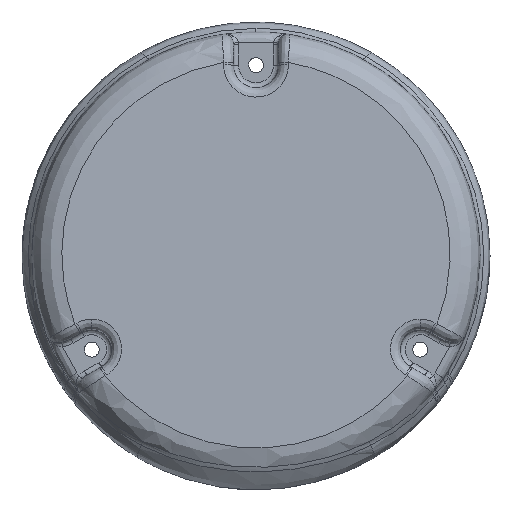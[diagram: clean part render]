
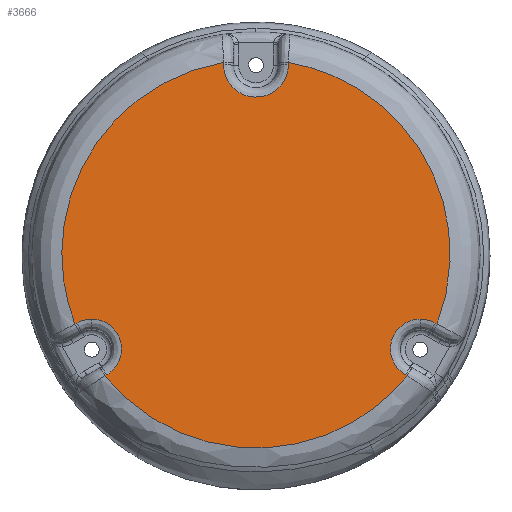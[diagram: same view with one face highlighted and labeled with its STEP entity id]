
A CAD part, top view. The second image highlights one B-rep face of the part: STEP entity #3666.
In plain terms, the highlighted free-form (B-spline) face has degree [1, 1] with [2, 2] control points.
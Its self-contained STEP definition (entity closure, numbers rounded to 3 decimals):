
#234 = EDGE_CURVE('',#235,#237,#239,.T.);
#235 = VERTEX_POINT('',#236);
#236 = CARTESIAN_POINT('',(-26.454,-10.193,
    36.048));
#237 = VERTEX_POINT('',#238);
#238 = CARTESIAN_POINT('',(-24.069,-19.18,
    36.614));
#239 = ( BOUNDED_CURVE() B_SPLINE_CURVE(3,(#240,#241,#242,#243),
.UNSPECIFIED.,.F.,.F.) B_SPLINE_CURVE_WITH_KNOTS((4,4),(0.,
2.623),.PIECEWISE_BEZIER_KNOTS.) CURVE() 
GEOMETRIC_REPRESENTATION_ITEM() RATIONAL_B_SPLINE_CURVE((1.,
0.504,0.504,1.)) REPRESENTATION_ITEM('') );
#240 = CARTESIAN_POINT('',(-26.454,-10.193,
    36.048));
#241 = CARTESIAN_POINT('',(-20.309,-10.193,
    36.048));
#242 = CARTESIAN_POINT('',(-18.732,-16.133,
    36.422));
#243 = CARTESIAN_POINT('',(-24.069,-19.18,
    36.614));
#326 = EDGE_CURVE('',#327,#329,#331,.T.);
#327 = VERTEX_POINT('',#328);
#328 = CARTESIAN_POINT('',(26.454,-10.193,
    36.048));
#329 = VERTEX_POINT('',#330);
#330 = CARTESIAN_POINT('',(28.839,-10.826,
    36.088));
#331 = ( BOUNDED_CURVE() B_SPLINE_CURVE(3,(#332,#333,#334,#335),
.UNSPECIFIED.,.F.,.F.) B_SPLINE_CURVE_WITH_KNOTS((4,4),(0.,
0.519),.PIECEWISE_BEZIER_KNOTS.) CURVE() 
GEOMETRIC_REPRESENTATION_ITEM() RATIONAL_B_SPLINE_CURVE((1.,
0.978,0.978,1.)) REPRESENTATION_ITEM('') );
#332 = CARTESIAN_POINT('',(26.454,-10.193,
    36.048));
#333 = CARTESIAN_POINT('',(27.295,-10.193,
    36.048));
#334 = CARTESIAN_POINT('',(28.108,-10.409,
    36.062));
#335 = CARTESIAN_POINT('',(28.839,-10.826,
    36.088));
#1710 = VERTEX_POINT('',#1711);
#1711 = CARTESIAN_POINT('',(-24.331,-19.33,
    36.623));
#1792 = VERTEX_POINT('',#1793);
#1793 = CARTESIAN_POINT('',(24.331,-19.33,
    36.623));
#1816 = EDGE_CURVE('',#1710,#1792,#1817,.T.);
#1817 = ( BOUNDED_CURVE() B_SPLINE_CURVE(3,(#1818,#1819,#1820,#1821),
.UNSPECIFIED.,.F.,.F.) B_SPLINE_CURVE_WITH_KNOTS((4,4),(2.25,
4.033),.PIECEWISE_BEZIER_KNOTS.) CURVE() 
GEOMETRIC_REPRESENTATION_ITEM() RATIONAL_B_SPLINE_CURVE((1.,
0.752,0.752,1.)) REPRESENTATION_ITEM('') );
#1818 = CARTESIAN_POINT('',(-24.331,-19.33,
    36.623));
#1819 = CARTESIAN_POINT('',(-10.786,-36.118,
    37.68));
#1820 = CARTESIAN_POINT('',(10.786,-36.118,
    37.68));
#1821 = CARTESIAN_POINT('',(24.331,-19.33,
    36.623));
#1912 = VERTEX_POINT('',#1913);
#1913 = CARTESIAN_POINT('',(5.211,31.128,
    33.449));
#1938 = EDGE_CURVE('',#1939,#1912,#1941,.T.);
#1939 = VERTEX_POINT('',#1940);
#1940 = CARTESIAN_POINT('',(29.148,-11.003,
    36.099));
#1941 = ( BOUNDED_CURVE() B_SPLINE_CURVE(3,(#1942,#1943,#1944,#1945),
.UNSPECIFIED.,.F.,.F.) B_SPLINE_CURVE_WITH_KNOTS((4,4),(4.342,
6.116),.PIECEWISE_BEZIER_KNOTS.) CURVE() 
GEOMETRIC_REPRESENTATION_ITEM() RATIONAL_B_SPLINE_CURVE((1.,
0.755,0.755,1.)) REPRESENTATION_ITEM('') );
#1942 = CARTESIAN_POINT('',(29.148,-11.003,
    36.099));
#1943 = CARTESIAN_POINT('',(36.888,8.952,
    34.844));
#1944 = CARTESIAN_POINT('',(26.314,27.561,
    33.673));
#1945 = CARTESIAN_POINT('',(5.211,31.128,
    33.449));
#3666 = ADVANCED_FACE('',(#3667),#3743,.T.);
#3667 = FACE_BOUND('',#3668,.T.);
#3668 = EDGE_LOOP('',(#3669,#3678,#3679,#3684,#3685,#3692,#3701,#3708,
    #3717,#3724,#3731,#3732,#3737,#3738));
#3669 = ORIENTED_EDGE('',*,*,#3670,.T.);
#3670 = EDGE_CURVE('',#3671,#327,#3673,.T.);
#3671 = VERTEX_POINT('',#3672);
#3672 = CARTESIAN_POINT('',(24.069,-19.18,
    36.614));
#3673 = ( BOUNDED_CURVE() B_SPLINE_CURVE(3,(#3674,#3675,#3676,#3677),
.UNSPECIFIED.,.F.,.F.) B_SPLINE_CURVE_WITH_KNOTS((4,4),(3.66,
6.283),.PIECEWISE_BEZIER_KNOTS.) CURVE() 
GEOMETRIC_REPRESENTATION_ITEM() RATIONAL_B_SPLINE_CURVE((1.,
0.504,0.504,1.)) REPRESENTATION_ITEM('') );
#3674 = CARTESIAN_POINT('',(24.069,-19.18,
    36.614));
#3675 = CARTESIAN_POINT('',(18.732,-16.133,
    36.422));
#3676 = CARTESIAN_POINT('',(20.309,-10.193,
    36.048));
#3677 = CARTESIAN_POINT('',(26.454,-10.193,
    36.048));
#3678 = ORIENTED_EDGE('',*,*,#326,.T.);
#3679 = ORIENTED_EDGE('',*,*,#3680,.T.);
#3680 = EDGE_CURVE('',#329,#1939,#3681,.T.);
#3681 = B_SPLINE_CURVE_WITH_KNOTS('',1,(#3682,#3683),.UNSPECIFIED.,.F.,
  .F.,(2,2),(-0.706,-0.261),.PIECEWISE_BEZIER_KNOTS.);
#3682 = CARTESIAN_POINT('',(28.839,-10.826,
    36.088));
#3683 = CARTESIAN_POINT('',(29.148,-11.003,
    36.099));
#3684 = ORIENTED_EDGE('',*,*,#1938,.T.);
#3685 = ORIENTED_EDGE('',*,*,#3686,.T.);
#3686 = EDGE_CURVE('',#1912,#3687,#3689,.T.);
#3687 = VERTEX_POINT('',#3688);
#3688 = CARTESIAN_POINT('',(5.211,30.763,
    33.472));
#3689 = B_SPLINE_CURVE_WITH_KNOTS('',1,(#3690,#3691),.UNSPECIFIED.,.F.,
  .F.,(2,2),(-0.582,-0.126),.PIECEWISE_BEZIER_KNOTS.);
#3690 = CARTESIAN_POINT('',(5.211,31.128,
    33.449));
#3691 = CARTESIAN_POINT('',(5.211,30.763,
    33.472));
#3692 = ORIENTED_EDGE('',*,*,#3693,.T.);
#3693 = EDGE_CURVE('',#3687,#3694,#3696,.T.);
#3694 = VERTEX_POINT('',#3695);
#3695 = CARTESIAN_POINT('',(-5.211,30.763,
    33.472));
#3696 = ( BOUNDED_CURVE() B_SPLINE_CURVE(3,(#3697,#3698,#3699,#3700),
.UNSPECIFIED.,.F.,.F.) B_SPLINE_CURVE_WITH_KNOTS((4,4),(1.571,
4.712),.PIECEWISE_BEZIER_KNOTS.) CURVE() 
GEOMETRIC_REPRESENTATION_ITEM() RATIONAL_B_SPLINE_CURVE((1.,
0.333,0.333,1.)) REPRESENTATION_ITEM('') );
#3697 = CARTESIAN_POINT('',(5.211,30.763,
    33.472));
#3698 = CARTESIAN_POINT('',(5.211,20.342,
    34.127));
#3699 = CARTESIAN_POINT('',(-5.211,20.342,
    34.127));
#3700 = CARTESIAN_POINT('',(-5.211,30.763,
    33.472));
#3701 = ORIENTED_EDGE('',*,*,#3702,.T.);
#3702 = EDGE_CURVE('',#3694,#3703,#3705,.T.);
#3703 = VERTEX_POINT('',#3704);
#3704 = CARTESIAN_POINT('',(-5.211,31.128,
    33.449));
#3705 = B_SPLINE_CURVE_WITH_KNOTS('',1,(#3706,#3707),.UNSPECIFIED.,.F.,
  .F.,(2,2),(-0.742,-0.286),.PIECEWISE_BEZIER_KNOTS.);
#3706 = CARTESIAN_POINT('',(-5.211,30.763,
    33.472));
#3707 = CARTESIAN_POINT('',(-5.211,31.128,
    33.449));
#3708 = ORIENTED_EDGE('',*,*,#3709,.T.);
#3709 = EDGE_CURVE('',#3703,#3710,#3712,.T.);
#3710 = VERTEX_POINT('',#3711);
#3711 = CARTESIAN_POINT('',(-29.148,-11.003,
    36.099));
#3712 = ( BOUNDED_CURVE() B_SPLINE_CURVE(3,(#3713,#3714,#3715,#3716),
.UNSPECIFIED.,.F.,.F.) B_SPLINE_CURVE_WITH_KNOTS((4,4),(0.167,
1.941),.PIECEWISE_BEZIER_KNOTS.) CURVE() 
GEOMETRIC_REPRESENTATION_ITEM() RATIONAL_B_SPLINE_CURVE((1.,
0.755,0.755,1.)) REPRESENTATION_ITEM('') );
#3713 = CARTESIAN_POINT('',(-5.211,31.128,
    33.449));
#3714 = CARTESIAN_POINT('',(-26.314,27.561,
    33.673));
#3715 = CARTESIAN_POINT('',(-36.888,8.952,
    34.844));
#3716 = CARTESIAN_POINT('',(-29.148,-11.003,
    36.099));
#3717 = ORIENTED_EDGE('',*,*,#3718,.T.);
#3718 = EDGE_CURVE('',#3710,#3719,#3721,.T.);
#3719 = VERTEX_POINT('',#3720);
#3720 = CARTESIAN_POINT('',(-28.839,-10.826,
    36.088));
#3721 = B_SPLINE_CURVE_WITH_KNOTS('',1,(#3722,#3723),.UNSPECIFIED.,.F.,
  .F.,(2,2),(-0.379,0.066),
  .PIECEWISE_BEZIER_KNOTS.);
#3722 = CARTESIAN_POINT('',(-29.148,-11.003,
    36.099));
#3723 = CARTESIAN_POINT('',(-28.839,-10.826,
    36.088));
#3724 = ORIENTED_EDGE('',*,*,#3725,.T.);
#3725 = EDGE_CURVE('',#3719,#235,#3726,.T.);
#3726 = ( BOUNDED_CURVE() B_SPLINE_CURVE(3,(#3727,#3728,#3729,#3730),
.UNSPECIFIED.,.F.,.F.) B_SPLINE_CURVE_WITH_KNOTS((4,4),(5.764,
6.283),.PIECEWISE_BEZIER_KNOTS.) CURVE() 
GEOMETRIC_REPRESENTATION_ITEM() RATIONAL_B_SPLINE_CURVE((1.,
0.978,0.978,1.)) REPRESENTATION_ITEM('') );
#3727 = CARTESIAN_POINT('',(-28.839,-10.826,
    36.088));
#3728 = CARTESIAN_POINT('',(-28.108,-10.409,
    36.062));
#3729 = CARTESIAN_POINT('',(-27.295,-10.193,
    36.048));
#3730 = CARTESIAN_POINT('',(-26.454,-10.193,
    36.048));
#3731 = ORIENTED_EDGE('',*,*,#234,.T.);
#3732 = ORIENTED_EDGE('',*,*,#3733,.T.);
#3733 = EDGE_CURVE('',#237,#1710,#3734,.T.);
#3734 = B_SPLINE_CURVE_WITH_KNOTS('',1,(#3735,#3736),.UNSPECIFIED.,.F.,
  .F.,(2,2),(-0.632,-0.255),.PIECEWISE_BEZIER_KNOTS.);
#3735 = CARTESIAN_POINT('',(-24.069,-19.18,
    36.614));
#3736 = CARTESIAN_POINT('',(-24.331,-19.33,
    36.623));
#3737 = ORIENTED_EDGE('',*,*,#1816,.T.);
#3738 = ORIENTED_EDGE('',*,*,#3739,.T.);
#3739 = EDGE_CURVE('',#1792,#3671,#3740,.T.);
#3740 = B_SPLINE_CURVE_WITH_KNOTS('',1,(#3741,#3742),.UNSPECIFIED.,.F.,
  .F.,(2,2),(-0.318,0.059),
  .PIECEWISE_BEZIER_KNOTS.);
#3741 = CARTESIAN_POINT('',(24.331,-19.33,
    36.623));
#3742 = CARTESIAN_POINT('',(24.069,-19.18,
    36.614));
#3743 = B_SPLINE_SURFACE_WITH_KNOTS('',1,1,(
    (#3744,#3745)
    ,(#3746,#3747
    )),.UNSPECIFIED.,.F.,.F.,.F.,(2,2),(2,2),(-36.135,
    47.918),(-46.016,46.016),
  .PIECEWISE_BEZIER_KNOTS.);
#3744 = CARTESIAN_POINT('',(-36.888,31.128,
    33.449));
#3745 = CARTESIAN_POINT('',(36.888,31.128,
    33.449));
#3746 = CARTESIAN_POINT('',(-36.888,-36.118,
    37.68));
#3747 = CARTESIAN_POINT('',(36.888,-36.118,
    37.68));
